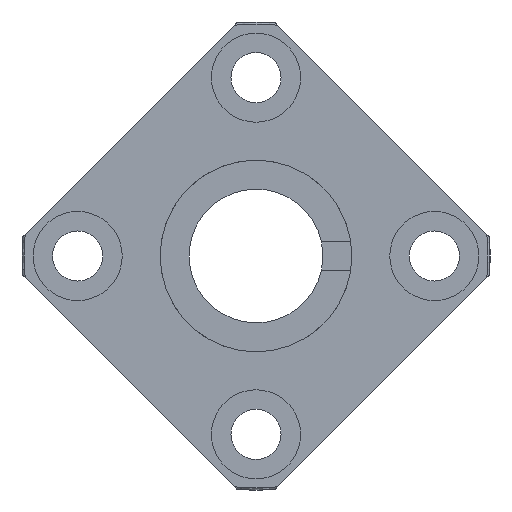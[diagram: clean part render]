
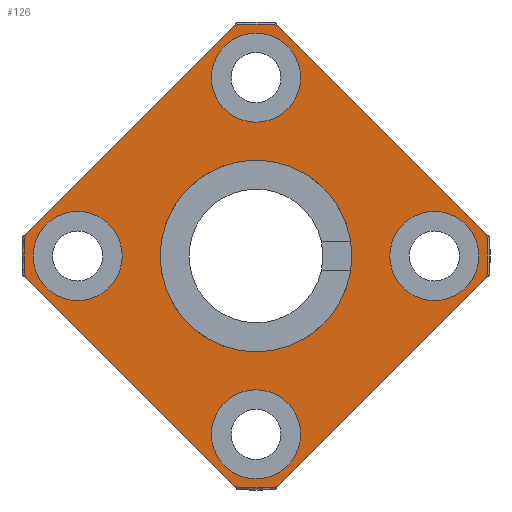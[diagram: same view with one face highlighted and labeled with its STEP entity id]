
A CAD part, left-side view. The second image highlights one B-rep face of the part: STEP entity #126.
In plain terms, the highlighted planar face has unit normal (-1, 0, 0).
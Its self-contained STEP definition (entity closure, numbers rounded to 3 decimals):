
#126 = ADVANCED_FACE( '', ( #276, #277, #278, #279, #280, #281 ), #282, .T. );
#276 = FACE_BOUND( '', #443, .T. );
#277 = FACE_BOUND( '', #444, .T. );
#278 = FACE_BOUND( '', #445, .T. );
#279 = FACE_BOUND( '', #446, .T. );
#280 = FACE_BOUND( '', #447, .T. );
#281 = FACE_OUTER_BOUND( '', #448, .T. );
#282 = PLANE( '', #449 );
#443 = EDGE_LOOP( '', ( #737 ) );
#444 = EDGE_LOOP( '', ( #738 ) );
#445 = EDGE_LOOP( '', ( #739 ) );
#446 = EDGE_LOOP( '', ( #740 ) );
#447 = EDGE_LOOP( '', ( #741 ) );
#448 = EDGE_LOOP( '', ( #742, #743, #744, #745, #746, #747, #748, #749 ) );
#449 = AXIS2_PLACEMENT_3D( '', #750, #751, #752 );
#737 = ORIENTED_EDGE( '', *, *, #957, .T. );
#738 = ORIENTED_EDGE( '', *, *, #975, .T. );
#739 = ORIENTED_EDGE( '', *, *, #930, .T. );
#740 = ORIENTED_EDGE( '', *, *, #976, .F. );
#741 = ORIENTED_EDGE( '', *, *, #875, .F. );
#742 = ORIENTED_EDGE( '', *, *, #864, .F. );
#743 = ORIENTED_EDGE( '', *, *, #967, .F. );
#744 = ORIENTED_EDGE( '', *, *, #964, .F. );
#745 = ORIENTED_EDGE( '', *, *, #886, .F. );
#746 = ORIENTED_EDGE( '', *, *, #897, .F. );
#747 = ORIENTED_EDGE( '', *, *, #977, .F. );
#748 = ORIENTED_EDGE( '', *, *, #970, .F. );
#749 = ORIENTED_EDGE( '', *, *, #978, .F. );
#750 = CARTESIAN_POINT( '', ( 0., 20.8, 0. ) );
#751 = DIRECTION( '', ( -1., 0., 0. ) );
#752 = DIRECTION( '', ( 0., 0., 1. ) );
#864 = EDGE_CURVE( '', #1000, #1003, #1004, .T. );
#875 = EDGE_CURVE( '', #1020, #1020, #1021, .T. );
#886 = EDGE_CURVE( '', #1039, #1041, #1042, .T. );
#897 = EDGE_CURVE( '', #1058, #1039, #1060, .T. );
#930 = EDGE_CURVE( '', #1117, #1117, #1118, .T. );
#957 = EDGE_CURVE( '', #1154, #1154, #1155, .T. );
#964 = EDGE_CURVE( '', #1041, #1161, #1164, .T. );
#967 = EDGE_CURVE( '', #1161, #1000, #1167, .T. );
#970 = EDGE_CURVE( '', #1169, #1171, #1172, .T. );
#975 = EDGE_CURVE( '', #1177, #1177, #1178, .F. );
#976 = EDGE_CURVE( '', #1179, #1179, #1180, .T. );
#977 = EDGE_CURVE( '', #1171, #1058, #1181, .T. );
#978 = EDGE_CURVE( '', #1003, #1169, #1182, .T. );
#1000 = VERTEX_POINT( '', #1206 );
#1003 = VERTEX_POINT( '', #1216 );
#1004 = CIRCLE( '', #1217, 20.8 );
#1020 = VERTEX_POINT( '', #1242 );
#1021 = CIRCLE( '', #1243, 4. );
#1039 = VERTEX_POINT( '', #1277 );
#1041 = VERTEX_POINT( '', #1286 );
#1042 = LINE( '', #1287, #1288 );
#1058 = VERTEX_POINT( '', #1316 );
#1060 = CIRCLE( '', #1325, 20.8 );
#1117 = VERTEX_POINT( '', #1402 );
#1118 = CIRCLE( '', #1403, 4. );
#1154 = VERTEX_POINT( '', #1443 );
#1155 = CIRCLE( '', #1444, 8.6 );
#1161 = VERTEX_POINT( '', #1464 );
#1164 = CIRCLE( '', #1474, 20.8 );
#1167 = LINE( '', #1478, #1479 );
#1169 = VERTEX_POINT( '', #1481 );
#1171 = VERTEX_POINT( '', #1490 );
#1172 = CIRCLE( '', #1491, 20.8 );
#1177 = VERTEX_POINT( '', #1510 );
#1178 = CIRCLE( '', #1511, 4. );
#1179 = VERTEX_POINT( '', #1512 );
#1180 = CIRCLE( '', #1513, 4. );
#1181 = LINE( '', #1514, #1515 );
#1182 = LINE( '', #1516, #1517 );
#1206 = CARTESIAN_POINT( '', ( 0., 20.712, -1.916 ) );
#1216 = CARTESIAN_POINT( '', ( 0., 20.712, 1.916 ) );
#1217 = AXIS2_PLACEMENT_3D( '', #1555, #1556, #1557 );
#1242 = CARTESIAN_POINT( '', ( 0., -16., 4. ) );
#1243 = AXIS2_PLACEMENT_3D( '', #1572, #1573, #1574 );
#1277 = CARTESIAN_POINT( '', ( 0., -20.712, -1.916 ) );
#1286 = CARTESIAN_POINT( '', ( 0., -1.916, -20.712 ) );
#1287 = CARTESIAN_POINT( '', ( 0., -22.627, 0. ) );
#1288 = VECTOR( '', #1586, 1000. );
#1316 = CARTESIAN_POINT( '', ( 0., -20.712, 1.916 ) );
#1325 = AXIS2_PLACEMENT_3D( '', #1595, #1596, #1597 );
#1402 = CARTESIAN_POINT( '', ( 0., 0., -20. ) );
#1403 = AXIS2_PLACEMENT_3D( '', #1647, #1648, #1649 );
#1443 = CARTESIAN_POINT( '', ( 0., 0., -8.6 ) );
#1444 = AXIS2_PLACEMENT_3D( '', #1690, #1691, #1692 );
#1464 = CARTESIAN_POINT( '', ( 0., 1.916, -20.712 ) );
#1474 = AXIS2_PLACEMENT_3D( '', #1696, #1697, #1698 );
#1478 = CARTESIAN_POINT( '', ( 0., 0., -22.627 ) );
#1479 = VECTOR( '', #1700, 1000. );
#1481 = CARTESIAN_POINT( '', ( 0., 1.916, 20.712 ) );
#1490 = CARTESIAN_POINT( '', ( 0., -1.916, 20.712 ) );
#1491 = AXIS2_PLACEMENT_3D( '', #1701, #1702, #1703 );
#1510 = CARTESIAN_POINT( '', ( 0., 16., 4. ) );
#1511 = AXIS2_PLACEMENT_3D( '', #1704, #1705, #1706 );
#1512 = CARTESIAN_POINT( '', ( 0., 0., 20. ) );
#1513 = AXIS2_PLACEMENT_3D( '', #1707, #1708, #1709 );
#1514 = CARTESIAN_POINT( '', ( 0., 0., 22.627 ) );
#1515 = VECTOR( '', #1710, 1000. );
#1516 = CARTESIAN_POINT( '', ( 0., 22.627, 0. ) );
#1517 = VECTOR( '', #1711, 1000. );
#1555 = CARTESIAN_POINT( '', ( 0., 0., 0. ) );
#1556 = DIRECTION( '', ( 1., 0., 0. ) );
#1557 = DIRECTION( '', ( 0., 0., -1. ) );
#1572 = CARTESIAN_POINT( '', ( 0., -16., 0. ) );
#1573 = DIRECTION( '', ( -1., 0., 0. ) );
#1574 = DIRECTION( '', ( 0., 0., 1. ) );
#1586 = DIRECTION( '', ( 0., 0.707, -0.707 ) );
#1595 = CARTESIAN_POINT( '', ( 0., 0., 0. ) );
#1596 = DIRECTION( '', ( 1., 0., 0. ) );
#1597 = DIRECTION( '', ( 0., 0., -1. ) );
#1647 = CARTESIAN_POINT( '', ( 0., 0., -16. ) );
#1648 = DIRECTION( '', ( 1., 0., 0. ) );
#1649 = DIRECTION( '', ( 0., 0., -1. ) );
#1690 = CARTESIAN_POINT( '', ( 0., 0., 0. ) );
#1691 = DIRECTION( '', ( 1., 0., 0. ) );
#1692 = DIRECTION( '', ( 0., 0., -1. ) );
#1696 = CARTESIAN_POINT( '', ( 0., 0., 0. ) );
#1697 = DIRECTION( '', ( 1., 0., 0. ) );
#1698 = DIRECTION( '', ( 0., 0., -1. ) );
#1700 = DIRECTION( '', ( 0., 0.707, 0.707 ) );
#1701 = CARTESIAN_POINT( '', ( 0., 0., 0. ) );
#1702 = DIRECTION( '', ( 1., 0., 0. ) );
#1703 = DIRECTION( '', ( 0., 0., -1. ) );
#1704 = CARTESIAN_POINT( '', ( 0., 16., 0. ) );
#1705 = DIRECTION( '', ( -1., 0., 0. ) );
#1706 = DIRECTION( '', ( 0., 0., 1. ) );
#1707 = CARTESIAN_POINT( '', ( 0., 0., 16. ) );
#1708 = DIRECTION( '', ( -1., 0., 0. ) );
#1709 = DIRECTION( '', ( 0., 0., 1. ) );
#1710 = DIRECTION( '', ( 0., -0.707, -0.707 ) );
#1711 = DIRECTION( '', ( 0., -0.707, 0.707 ) );
